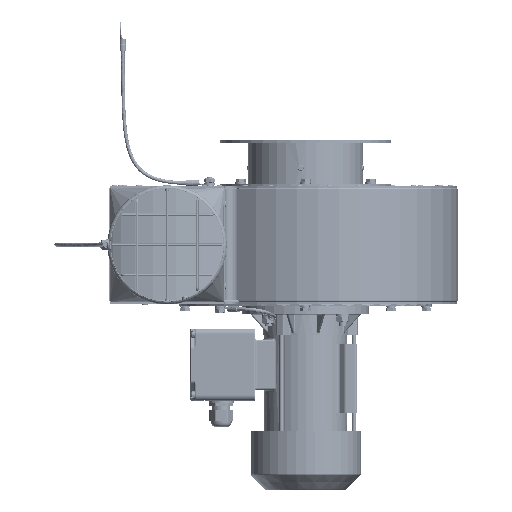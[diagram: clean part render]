
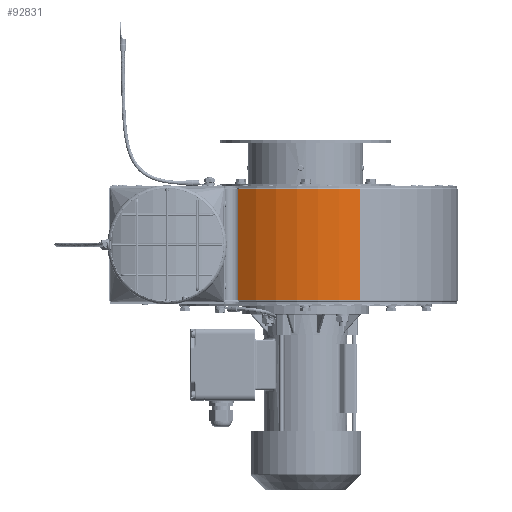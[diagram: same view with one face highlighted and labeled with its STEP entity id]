
A CAD part, left-side view. The second image highlights one B-rep face of the part: STEP entity #92831.
In plain terms, the highlighted cylindrical face has radius 136.137 mm (diameter 272.275 mm), a partial arc.
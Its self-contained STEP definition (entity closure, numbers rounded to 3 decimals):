
#8783=FACE_OUTER_BOUND('',#14289,.T.);
#14289=EDGE_LOOP('',(#63420,#63421,#63422,#63423));
#20243=LINE('',#135453,#27719);
#20244=LINE('',#135456,#27720);
#27719=VECTOR('',#110000,10.);
#27720=VECTOR('',#110003,10.);
#35280=CIRCLE('',#99433,136.137);
#35281=CIRCLE('',#99438,136.137);
#38927=VERTEX_POINT('',#135357);
#38938=VERTEX_POINT('',#135389);
#38952=VERTEX_POINT('',#135438);
#38954=VERTEX_POINT('',#135455);
#48325=EDGE_CURVE('',#38952,#38927,#35280,.T.);
#48330=EDGE_CURVE('',#38938,#38927,#20243,.T.);
#48331=EDGE_CURVE('',#38954,#38952,#20244,.T.);
#48332=EDGE_CURVE('',#38938,#38954,#35281,.T.);
#63420=ORIENTED_EDGE('',*,*,#48325,.F.);
#63421=ORIENTED_EDGE('',*,*,#48331,.F.);
#63422=ORIENTED_EDGE('',*,*,#48332,.F.);
#63423=ORIENTED_EDGE('',*,*,#48330,.T.);
#86054=CYLINDRICAL_SURFACE('',#99437,136.137);
#92831=ADVANCED_FACE('',(#8783),#86054,.T.);
#99433=AXIS2_PLACEMENT_3D('',#135445,#109988,#109989);
#99437=AXIS2_PLACEMENT_3D('',#135454,#110001,#110002);
#99438=AXIS2_PLACEMENT_3D('',#135457,#110004,#110005);
#109988=DIRECTION('center_axis',(0.,0.,
-1.));
#109989=DIRECTION('ref_axis',(-0.984,0.176,0.));
#110000=DIRECTION('',(0.,0.,-1.));
#110001=DIRECTION('center_axis',(0.,0.,
-1.));
#110002=DIRECTION('ref_axis',(0.765,-0.644,0.));
#110003=DIRECTION('',(0.,0.,-1.));
#110004=DIRECTION('center_axis',(0.,0.,
1.));
#110005=DIRECTION('ref_axis',(-0.984,0.176,0.));
#135357=CARTESIAN_POINT('',(-120.902,73.708,-175.5));
#135389=CARTESIAN_POINT('',(-120.902,73.708,-53.5));
#135438=CARTESIAN_POINT('',(-144.783,-60.032,-175.5));
#135445=CARTESIAN_POINT('Origin',(-16.7,-13.9,-175.5));
#135453=CARTESIAN_POINT('',(-120.902,73.708,-53.));
#135454=CARTESIAN_POINT('Origin',(-16.7,-13.9,-114.5));
#135455=CARTESIAN_POINT('',(-144.783,-60.032,-53.5));
#135456=CARTESIAN_POINT('',(-144.783,-60.032,-53.));
#135457=CARTESIAN_POINT('Origin',(-16.7,-13.9,-53.5));
